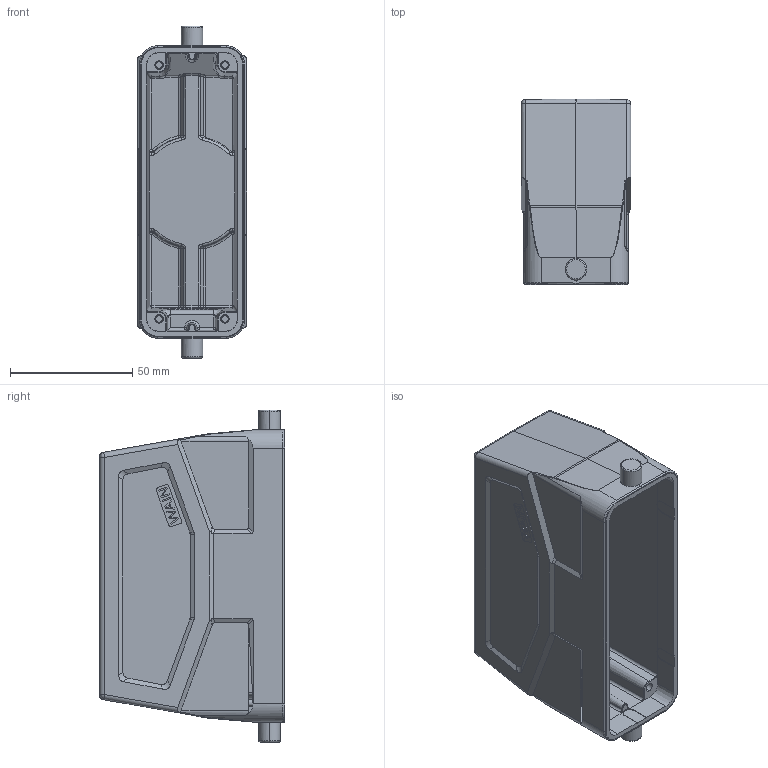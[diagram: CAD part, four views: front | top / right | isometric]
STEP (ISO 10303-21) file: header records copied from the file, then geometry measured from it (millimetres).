
FILE_DESCRIPTION((''),'2;1');
FILE_NAME('3D_1111245105003_W24B-SEH-2B-PG','2023-12-06T',('p.yu'),(''),'PRO/ENGINEER BY PARAMETRIC TECHNOLOGY CORPORATION, 2012480','PRO/ENGINEER BY PARAMETRIC TECHNOLOGY CORPORATION, 2012480','');
FILE_SCHEMA(('CONFIG_CONTROL_DESIGN'));
Length unit declared in the file: millimetre
Products named in the file (1): 3D_1111245105003_W24B-SEH-2B-PG
Bounding box: 45 x 76 x 136 mm (x, y, z)
Volume: 99749.2 mm3; surface area: 53135.2 mm2
Topology: 1 solids, 1 shells, 524 faces, 1360 edges, 839 vertices
Faces by surface type: plane 224, cylinder 157, bspline 58, torus 28, sphere 23, extrusion 20, cone 14
Entity records: 19524 total; most frequent: CARTESIAN_POINT 7493, ORIENTED_EDGE 2674, DIRECTION 2209, EDGE_CURVE 1337, VERTEX_POINT 839, VECTOR 741, AXIS2_PLACEMENT_3D 734, LINE 721
